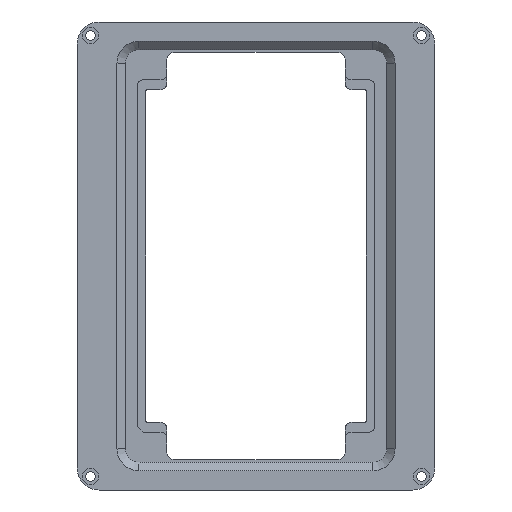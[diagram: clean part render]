
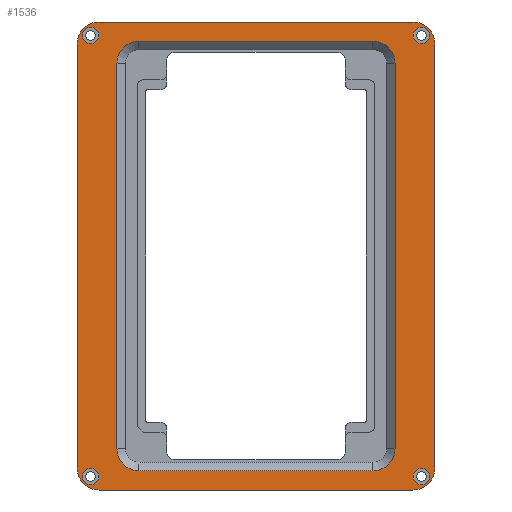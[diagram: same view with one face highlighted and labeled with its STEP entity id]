
A CAD part, front view. The second image highlights one B-rep face of the part: STEP entity #1536.
In plain terms, the highlighted planar face has unit normal (0, -1, 0).
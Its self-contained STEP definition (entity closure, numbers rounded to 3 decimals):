
#29=FACE_BOUND('',#240,.T.);
#30=FACE_BOUND('',#241,.T.);
#31=FACE_BOUND('',#242,.T.);
#32=FACE_BOUND('',#243,.T.);
#33=FACE_BOUND('',#244,.T.);
#73=PLANE('',#1704);
#146=FACE_OUTER_BOUND('',#239,.T.);
#239=EDGE_LOOP('',(#1349,#1350,#1351,#1352,#1353,#1354,#1355,#1356));
#240=EDGE_LOOP('',(#1357));
#241=EDGE_LOOP('',(#1358));
#242=EDGE_LOOP('',(#1359));
#243=EDGE_LOOP('',(#1360));
#244=EDGE_LOOP('',(#1361,#1362,#1363,#1364,#1365,#1366,#1367,#1368));
#378=LINE('',#2527,#532);
#383=LINE('',#2541,#537);
#387=LINE('',#2553,#541);
#391=LINE('',#2565,#545);
#398=LINE('',#2584,#552);
#399=LINE('',#2588,#553);
#400=LINE('',#2592,#554);
#401=LINE('',#2595,#555);
#532=VECTOR('',#2058,10.);
#537=VECTOR('',#2071,10.);
#541=VECTOR('',#2083,10.);
#545=VECTOR('',#2095,10.);
#552=VECTOR('',#2120,10.);
#553=VECTOR('',#2123,10.);
#554=VECTOR('',#2126,10.);
#555=VECTOR('',#2129,10.);
#615=CIRCLE('',#1664,3.);
#618=CIRCLE('',#1670,3.);
#621=CIRCLE('',#1676,3.);
#624=CIRCLE('',#1682,3.);
#626=CIRCLE('',#1687,8.);
#628=CIRCLE('',#1691,8.);
#630=CIRCLE('',#1695,8.);
#632=CIRCLE('',#1699,8.);
#633=CIRCLE('',#1705,8.);
#634=CIRCLE('',#1706,8.);
#635=CIRCLE('',#1707,8.);
#636=CIRCLE('',#1708,8.);
#747=VERTEX_POINT('',#2484);
#750=VERTEX_POINT('',#2495);
#753=VERTEX_POINT('',#2506);
#756=VERTEX_POINT('',#2517);
#758=VERTEX_POINT('',#2524);
#759=VERTEX_POINT('',#2526);
#762=VERTEX_POINT('',#2534);
#764=VERTEX_POINT('',#2539);
#766=VERTEX_POINT('',#2546);
#768=VERTEX_POINT('',#2551);
#770=VERTEX_POINT('',#2558);
#772=VERTEX_POINT('',#2563);
#773=VERTEX_POINT('',#2580);
#774=VERTEX_POINT('',#2581);
#775=VERTEX_POINT('',#2583);
#776=VERTEX_POINT('',#2585);
#777=VERTEX_POINT('',#2587);
#778=VERTEX_POINT('',#2589);
#779=VERTEX_POINT('',#2591);
#780=VERTEX_POINT('',#2593);
#931=EDGE_CURVE('',#747,#747,#615,.T.);
#936=EDGE_CURVE('',#750,#750,#618,.T.);
#941=EDGE_CURVE('',#753,#753,#621,.T.);
#946=EDGE_CURVE('',#756,#756,#624,.T.);
#950=EDGE_CURVE('',#758,#759,#378,.T.);
#955=EDGE_CURVE('',#762,#758,#626,.T.);
#957=EDGE_CURVE('',#764,#762,#383,.T.);
#961=EDGE_CURVE('',#766,#764,#628,.T.);
#963=EDGE_CURVE('',#768,#766,#387,.T.);
#967=EDGE_CURVE('',#770,#768,#630,.T.);
#969=EDGE_CURVE('',#772,#770,#391,.T.);
#972=EDGE_CURVE('',#759,#772,#632,.T.);
#978=EDGE_CURVE('',#773,#774,#633,.T.);
#979=EDGE_CURVE('',#775,#773,#398,.T.);
#980=EDGE_CURVE('',#776,#775,#634,.T.);
#981=EDGE_CURVE('',#777,#776,#399,.T.);
#982=EDGE_CURVE('',#778,#777,#635,.T.);
#983=EDGE_CURVE('',#779,#778,#400,.T.);
#984=EDGE_CURVE('',#780,#779,#636,.T.);
#985=EDGE_CURVE('',#774,#780,#401,.T.);
#1349=ORIENTED_EDGE('',*,*,#978,.F.);
#1350=ORIENTED_EDGE('',*,*,#979,.F.);
#1351=ORIENTED_EDGE('',*,*,#980,.F.);
#1352=ORIENTED_EDGE('',*,*,#981,.F.);
#1353=ORIENTED_EDGE('',*,*,#982,.F.);
#1354=ORIENTED_EDGE('',*,*,#983,.F.);
#1355=ORIENTED_EDGE('',*,*,#984,.F.);
#1356=ORIENTED_EDGE('',*,*,#985,.F.);
#1357=ORIENTED_EDGE('',*,*,#931,.T.);
#1358=ORIENTED_EDGE('',*,*,#936,.T.);
#1359=ORIENTED_EDGE('',*,*,#941,.T.);
#1360=ORIENTED_EDGE('',*,*,#946,.T.);
#1361=ORIENTED_EDGE('',*,*,#950,.F.);
#1362=ORIENTED_EDGE('',*,*,#955,.F.);
#1363=ORIENTED_EDGE('',*,*,#957,.F.);
#1364=ORIENTED_EDGE('',*,*,#961,.F.);
#1365=ORIENTED_EDGE('',*,*,#963,.F.);
#1366=ORIENTED_EDGE('',*,*,#967,.F.);
#1367=ORIENTED_EDGE('',*,*,#969,.F.);
#1368=ORIENTED_EDGE('',*,*,#972,.F.);
#1536=ADVANCED_FACE('',(#146,#29,#30,#31,#32,#33),#73,.F.);
#1664=AXIS2_PLACEMENT_3D('',#2485,#2007,#2008);
#1670=AXIS2_PLACEMENT_3D('',#2496,#2021,#2022);
#1676=AXIS2_PLACEMENT_3D('',#2507,#2035,#2036);
#1682=AXIS2_PLACEMENT_3D('',#2518,#2049,#2050);
#1687=AXIS2_PLACEMENT_3D('',#2536,#2066,#2067);
#1691=AXIS2_PLACEMENT_3D('',#2548,#2078,#2079);
#1695=AXIS2_PLACEMENT_3D('',#2560,#2090,#2091);
#1699=AXIS2_PLACEMENT_3D('',#2569,#2101,#2102);
#1704=AXIS2_PLACEMENT_3D('',#2579,#2116,#2117);
#1705=AXIS2_PLACEMENT_3D('',#2582,#2118,#2119);
#1706=AXIS2_PLACEMENT_3D('',#2586,#2121,#2122);
#1707=AXIS2_PLACEMENT_3D('',#2590,#2124,#2125);
#1708=AXIS2_PLACEMENT_3D('',#2594,#2127,#2128);
#2007=DIRECTION('center_axis',(0.,1.,0.));
#2008=DIRECTION('ref_axis',(1.,0.,0.));
#2021=DIRECTION('center_axis',(0.,1.,0.));
#2022=DIRECTION('ref_axis',(1.,0.,0.));
#2035=DIRECTION('center_axis',(0.,1.,0.));
#2036=DIRECTION('ref_axis',(1.,0.,0.));
#2049=DIRECTION('center_axis',(0.,1.,0.));
#2050=DIRECTION('ref_axis',(1.,0.,0.));
#2058=DIRECTION('',(0.,0.,-1.));
#2066=DIRECTION('center_axis',(0.,-1.,0.));
#2067=DIRECTION('ref_axis',(-0.707,0.,0.707));
#2071=DIRECTION('',(-1.,0.,0.));
#2078=DIRECTION('center_axis',(0.,-1.,0.));
#2079=DIRECTION('ref_axis',(0.707,0.,0.707));
#2083=DIRECTION('',(0.,0.,1.));
#2090=DIRECTION('center_axis',(0.,-1.,0.));
#2091=DIRECTION('ref_axis',(0.707,0.,-0.707));
#2095=DIRECTION('',(1.,0.,0.));
#2101=DIRECTION('center_axis',(0.,-1.,0.));
#2102=DIRECTION('ref_axis',(-0.707,0.,-0.707));
#2116=DIRECTION('center_axis',(0.,1.,0.));
#2117=DIRECTION('ref_axis',(0.,0.,1.));
#2118=DIRECTION('center_axis',(0.,1.,0.));
#2119=DIRECTION('ref_axis',(0.707,0.,-0.707));
#2120=DIRECTION('',(0.,0.,-1.));
#2121=DIRECTION('center_axis',(0.,1.,0.));
#2122=DIRECTION('ref_axis',(0.707,0.,0.707));
#2123=DIRECTION('',(1.,0.,0.));
#2124=DIRECTION('center_axis',(0.,1.,0.));
#2125=DIRECTION('ref_axis',(-0.707,0.,0.707));
#2126=DIRECTION('',(0.,0.,1.));
#2127=DIRECTION('center_axis',(0.,1.,0.));
#2128=DIRECTION('ref_axis',(-0.707,0.,-0.707));
#2129=DIRECTION('',(-1.,0.,0.));
#2484=CARTESIAN_POINT('',(-63.1,0.,-80.1));
#2485=CARTESIAN_POINT('Origin',(-60.1,0.,-80.1));
#2495=CARTESIAN_POINT('',(57.1,0.,-80.1));
#2496=CARTESIAN_POINT('Origin',(60.1,0.,-80.1));
#2506=CARTESIAN_POINT('',(57.1,0.,80.1));
#2507=CARTESIAN_POINT('Origin',(60.1,0.,80.1));
#2517=CARTESIAN_POINT('',(-63.1,0.,80.1));
#2518=CARTESIAN_POINT('Origin',(-60.1,0.,80.1));
#2524=CARTESIAN_POINT('',(-50.5,0.,70.));
#2526=CARTESIAN_POINT('',(-50.5,0.,-70.));
#2527=CARTESIAN_POINT('',(-50.5,0.,-37.5));
#2534=CARTESIAN_POINT('',(-42.5,0.,78.));
#2536=CARTESIAN_POINT('Origin',(-42.5,0.,70.));
#2539=CARTESIAN_POINT('',(42.5,0.,78.));
#2541=CARTESIAN_POINT('',(-23.75,0.,78.));
#2546=CARTESIAN_POINT('',(50.5,0.,70.));
#2548=CARTESIAN_POINT('Origin',(42.5,0.,70.));
#2551=CARTESIAN_POINT('',(50.5,0.,-70.));
#2553=CARTESIAN_POINT('',(50.5,0.,37.5));
#2558=CARTESIAN_POINT('',(42.5,0.,-78.));
#2560=CARTESIAN_POINT('Origin',(42.5,0.,-70.));
#2563=CARTESIAN_POINT('',(-42.5,0.,-78.));
#2565=CARTESIAN_POINT('',(23.75,0.,-78.));
#2569=CARTESIAN_POINT('Origin',(-42.5,0.,-70.));
#2579=CARTESIAN_POINT('Origin',(0.,0.,0.));
#2580=CARTESIAN_POINT('',(65.,0.,-77.));
#2581=CARTESIAN_POINT('',(57.,0.,-85.));
#2582=CARTESIAN_POINT('Origin',(57.,0.,-77.));
#2583=CARTESIAN_POINT('',(65.,0.,77.));
#2584=CARTESIAN_POINT('',(65.,0.,85.));
#2585=CARTESIAN_POINT('',(57.,0.,85.));
#2586=CARTESIAN_POINT('Origin',(57.,0.,77.));
#2587=CARTESIAN_POINT('',(-57.,0.,85.));
#2588=CARTESIAN_POINT('',(-65.,0.,85.));
#2589=CARTESIAN_POINT('',(-65.,0.,77.));
#2590=CARTESIAN_POINT('Origin',(-57.,0.,77.));
#2591=CARTESIAN_POINT('',(-65.,0.,-77.));
#2592=CARTESIAN_POINT('',(-65.,0.,-85.));
#2593=CARTESIAN_POINT('',(-57.,0.,-85.));
#2594=CARTESIAN_POINT('Origin',(-57.,0.,-77.));
#2595=CARTESIAN_POINT('',(65.,0.,-85.));
